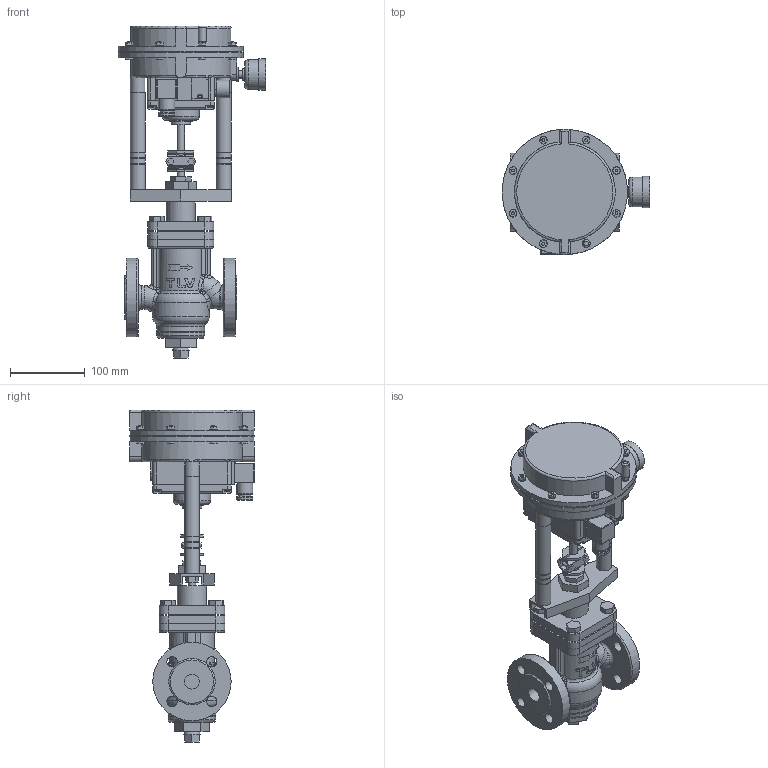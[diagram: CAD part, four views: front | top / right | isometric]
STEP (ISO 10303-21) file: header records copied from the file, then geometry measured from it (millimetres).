
FILE_DESCRIPTION(/* description */ (''),/* implementation_level */ '2;1');
FILE_NAME(/* name */ 'cvsr0-020-e0025-00.stp',/* time_stamp */ '2016-12-20T11:37:07+09:00',/* author */ ('nakaot'),/* organization */ (''),/* preprocessor_version */ 'ST-DEVELOPER v15.6',/* originating_system */ 'Autodesk Inventor 2015',/* authorisation */ '');
FILE_SCHEMA (('CONFIG_CONTROL_DESIGN'));
Length unit declared in the file: millimetre
Products named in the file (1): cvsr0-020-e0025-00
Bounding box: 197.41 x 168.1 x 445 mm (x, y, z)
Volume: 2864639.2 mm3; surface area: 308751.7 mm2
Topology: 5 solids, 6 shells, 924 faces, 2220 edges, 1396 vertices
Faces by surface type: plane 611, cylinder 179, bspline 82, torus 37, sphere 12, cone 3
Full cylindrical faces by diameter (mm): 4 x8, 4.5 x4, 6 x1, 8 x4, 10 x11, 10.392 x1, 11.445 x2, 14 x8, 15 x3, 16 x2, 16.6 x1, 18 x6, 20 x13, 22 x3, 24 x1, 25 x1, 26 x1, 30 x1, 32 x1, 39 x1, 40 x1, 42 x1, 50 x1, 52 x1, 64 x2, 68.624 x1, 76 x1, 105 x2, 164 x1, 168 x2
Entity records: 28429 total; most frequent: CARTESIAN_POINT 7698, ORIENTED_EDGE 4158, DIRECTION 4158, EDGE_CURVE 2079, AXIS2_PLACEMENT_3D 1439, VERTEX_POINT 1368, LINE 1280, VECTOR 1280
